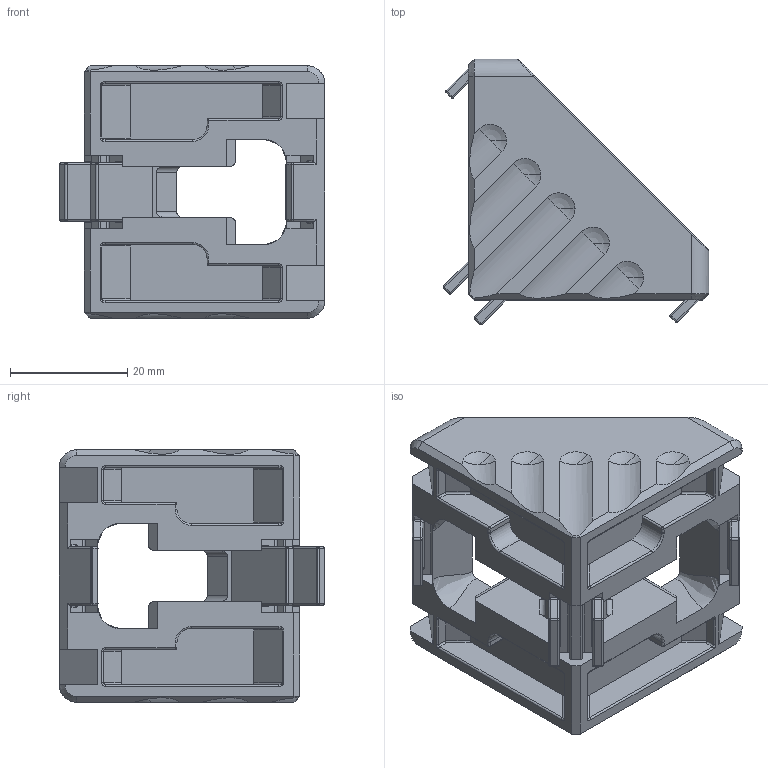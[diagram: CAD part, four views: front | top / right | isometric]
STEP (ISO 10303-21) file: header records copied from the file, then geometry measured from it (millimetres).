
FILE_DESCRIPTION((''),'2;1');
FILE_NAME('3842523558 45x45 gusset only.ipt.stp','2011-06-02T21:57:54',(''),(''),'Autodesk Inventor 2011','Autodesk Inventor 2011','');
FILE_SCHEMA(('AUTOMOTIVE_DESIGN { 1 0 10303 214 1 1 1 1 }'));
Length unit declared in the file: millimetre
Products named in the file (1): 3842523558 45x45 gusset only
Bounding box: 45.26 x 45.26 x 43 mm (x, y, z)
Volume: 22758.1 mm3; surface area: 12135.4 mm2
Topology: 1 solids, 1 shells, 365 faces, 952 edges, 546 vertices
Faces by surface type: cylinder 149, plane 122, sphere 46, torus 24, bspline 20, cone 4
Entity records: 14334 total; most frequent: CARTESIAN_POINT 5856, ORIENTED_EDGE 1812, DIRECTION 1772, EDGE_CURVE 906, AXIS2_PLACEMENT_3D 634, VERTEX_POINT 546, VECTOR 504, LINE 504
